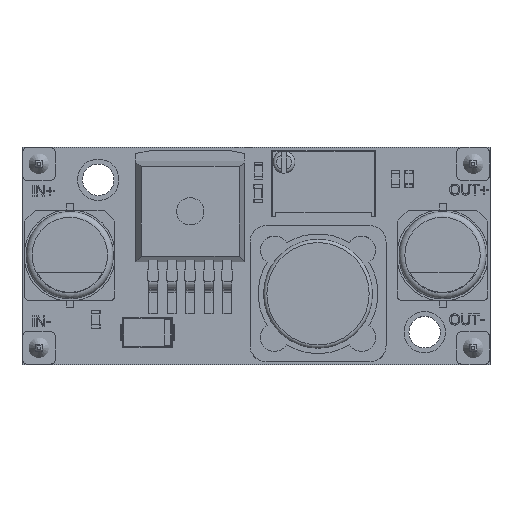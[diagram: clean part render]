
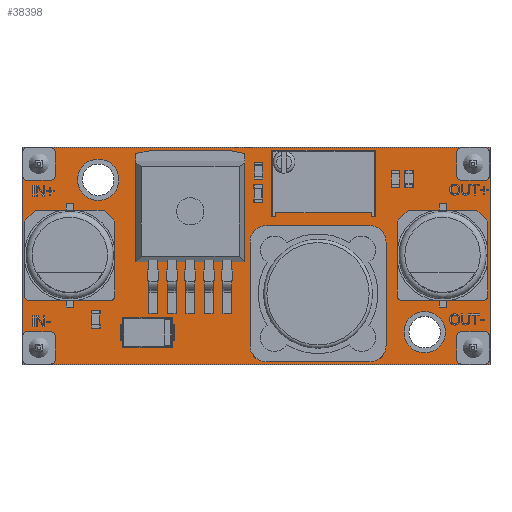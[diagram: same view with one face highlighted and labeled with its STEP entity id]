
A CAD part, top view. The second image highlights one B-rep face of the part: STEP entity #38398.
In plain terms, the highlighted planar face has unit normal (0, 0, 1).
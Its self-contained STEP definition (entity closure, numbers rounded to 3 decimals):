
#38334 = VERTEX_POINT('',#38335);
#38335 = CARTESIAN_POINT('',(0.,0.,1.25));
#38350 = VERTEX_POINT('',#38351);
#38351 = CARTESIAN_POINT('',(0.,20.,1.25));
#38357 = EDGE_CURVE('',#38334,#38350,#38358,.T.);
#38358 = LINE('',#38359,#38360);
#38359 = CARTESIAN_POINT('',(0.,0.,1.25));
#38360 = VECTOR('',#38361,1.);
#38361 = DIRECTION('',(0.,1.,0.));
#38380 = EDGE_CURVE('',#38334,#38381,#38383,.T.);
#38381 = VERTEX_POINT('',#38382);
#38382 = CARTESIAN_POINT('',(43.,0.,1.25));
#38383 = LINE('',#38384,#38385);
#38384 = CARTESIAN_POINT('',(0.,0.,1.25));
#38385 = VECTOR('',#38386,1.);
#38386 = DIRECTION('',(1.,0.,0.));
#38398 = ADVANCED_FACE('',(#38399,#38417,#38428,#38439,#38450,#38461,
    #38472),#38483,.T.);
#38399 = FACE_BOUND('',#38400,.T.);
#38400 = EDGE_LOOP('',(#38401,#38402,#38403,#38411));
#38401 = ORIENTED_EDGE('',*,*,#38357,.F.);
#38402 = ORIENTED_EDGE('',*,*,#38380,.T.);
#38403 = ORIENTED_EDGE('',*,*,#38404,.T.);
#38404 = EDGE_CURVE('',#38381,#38405,#38407,.T.);
#38405 = VERTEX_POINT('',#38406);
#38406 = CARTESIAN_POINT('',(43.,20.,1.25));
#38407 = LINE('',#38408,#38409);
#38408 = CARTESIAN_POINT('',(43.,0.,1.25));
#38409 = VECTOR('',#38410,1.);
#38410 = DIRECTION('',(0.,1.,0.));
#38411 = ORIENTED_EDGE('',*,*,#38412,.F.);
#38412 = EDGE_CURVE('',#38350,#38405,#38413,.T.);
#38413 = LINE('',#38414,#38415);
#38414 = CARTESIAN_POINT('',(0.,20.,1.25));
#38415 = VECTOR('',#38416,1.);
#38416 = DIRECTION('',(1.,0.,0.));
#38417 = FACE_BOUND('',#38418,.T.);
#38418 = EDGE_LOOP('',(#38419));
#38419 = ORIENTED_EDGE('',*,*,#38420,.T.);
#38420 = EDGE_CURVE('',#38421,#38421,#38423,.T.);
#38421 = VERTEX_POINT('',#38422);
#38422 = CARTESIAN_POINT('',(2.3,1.55,1.25));
#38423 = CIRCLE('',#38424,0.75);
#38424 = AXIS2_PLACEMENT_3D('',#38425,#38426,#38427);
#38425 = CARTESIAN_POINT('',(1.55,1.55,1.25));
#38426 = DIRECTION('',(0.,0.,-1.));
#38427 = DIRECTION('',(1.,0.,0.));
#38428 = FACE_BOUND('',#38429,.T.);
#38429 = EDGE_LOOP('',(#38430));
#38430 = ORIENTED_EDGE('',*,*,#38431,.T.);
#38431 = EDGE_CURVE('',#38432,#38432,#38434,.T.);
#38432 = VERTEX_POINT('',#38433);
#38433 = CARTESIAN_POINT('',(38.5,3.,1.25));
#38434 = CIRCLE('',#38435,1.5);
#38435 = AXIS2_PLACEMENT_3D('',#38436,#38437,#38438);
#38436 = CARTESIAN_POINT('',(37.,3.,1.25));
#38437 = DIRECTION('',(0.,0.,-1.));
#38438 = DIRECTION('',(1.,0.,0.));
#38439 = FACE_BOUND('',#38440,.T.);
#38440 = EDGE_LOOP('',(#38441));
#38441 = ORIENTED_EDGE('',*,*,#38442,.T.);
#38442 = EDGE_CURVE('',#38443,#38443,#38445,.T.);
#38443 = VERTEX_POINT('',#38444);
#38444 = CARTESIAN_POINT('',(42.2,1.55,1.25));
#38445 = CIRCLE('',#38446,0.75);
#38446 = AXIS2_PLACEMENT_3D('',#38447,#38448,#38449);
#38447 = CARTESIAN_POINT('',(41.45,1.55,1.25));
#38448 = DIRECTION('',(0.,0.,-1.));
#38449 = DIRECTION('',(1.,0.,0.));
#38450 = FACE_BOUND('',#38451,.T.);
#38451 = EDGE_LOOP('',(#38452));
#38452 = ORIENTED_EDGE('',*,*,#38453,.T.);
#38453 = EDGE_CURVE('',#38454,#38454,#38456,.T.);
#38454 = VERTEX_POINT('',#38455);
#38455 = CARTESIAN_POINT('',(2.3,18.45,1.25));
#38456 = CIRCLE('',#38457,0.75);
#38457 = AXIS2_PLACEMENT_3D('',#38458,#38459,#38460);
#38458 = CARTESIAN_POINT('',(1.55,18.45,1.25));
#38459 = DIRECTION('',(0.,0.,-1.));
#38460 = DIRECTION('',(1.,0.,0.));
#38461 = FACE_BOUND('',#38462,.T.);
#38462 = EDGE_LOOP('',(#38463));
#38463 = ORIENTED_EDGE('',*,*,#38464,.T.);
#38464 = EDGE_CURVE('',#38465,#38465,#38467,.T.);
#38465 = VERTEX_POINT('',#38466);
#38466 = CARTESIAN_POINT('',(8.5,17.,1.25));
#38467 = CIRCLE('',#38468,1.5);
#38468 = AXIS2_PLACEMENT_3D('',#38469,#38470,#38471);
#38469 = CARTESIAN_POINT('',(7.,17.,1.25));
#38470 = DIRECTION('',(0.,0.,-1.));
#38471 = DIRECTION('',(1.,0.,0.));
#38472 = FACE_BOUND('',#38473,.T.);
#38473 = EDGE_LOOP('',(#38474));
#38474 = ORIENTED_EDGE('',*,*,#38475,.T.);
#38475 = EDGE_CURVE('',#38476,#38476,#38478,.T.);
#38476 = VERTEX_POINT('',#38477);
#38477 = CARTESIAN_POINT('',(42.2,18.45,1.25));
#38478 = CIRCLE('',#38479,0.75);
#38479 = AXIS2_PLACEMENT_3D('',#38480,#38481,#38482);
#38480 = CARTESIAN_POINT('',(41.45,18.45,1.25));
#38481 = DIRECTION('',(0.,0.,-1.));
#38482 = DIRECTION('',(1.,0.,0.));
#38483 = PLANE('',#38484);
#38484 = AXIS2_PLACEMENT_3D('',#38485,#38486,#38487);
#38485 = CARTESIAN_POINT('',(0.,0.,1.25));
#38486 = DIRECTION('',(0.,0.,1.));
#38487 = DIRECTION('',(1.,0.,0.));
